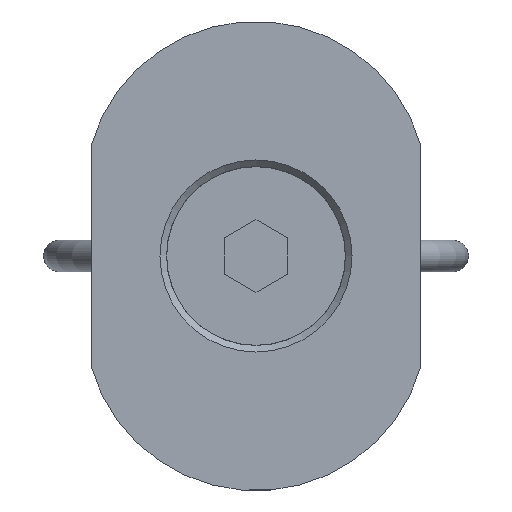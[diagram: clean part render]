
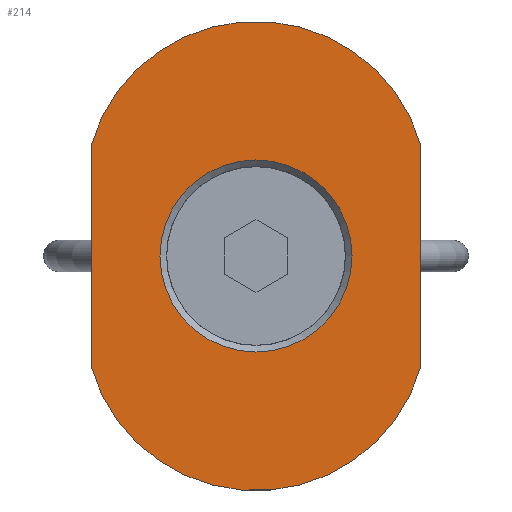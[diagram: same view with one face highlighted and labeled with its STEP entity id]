
A CAD part, left-side view. The second image highlights one B-rep face of the part: STEP entity #214.
In plain terms, the highlighted face is planar.
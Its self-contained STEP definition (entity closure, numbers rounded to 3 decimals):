
#214 = ADVANCED_FACE( '', ( #295, #296 ), #297, .F. );
#295 = FACE_BOUND( '', #381, .T. );
#296 = FACE_OUTER_BOUND( '', #382, .T. );
#297 = PLANE( '', #383 );
#381 = EDGE_LOOP( '', ( #642 ) );
#382 = EDGE_LOOP( '', ( #643, #644, #645, #646 ) );
#383 = AXIS2_PLACEMENT_3D( '', #647, #648, #649 );
#642 = ORIENTED_EDGE( '', *, *, #706, .T. );
#643 = ORIENTED_EDGE( '', *, *, #755, .T. );
#644 = ORIENTED_EDGE( '', *, *, #733, .F. );
#645 = ORIENTED_EDGE( '', *, *, #757, .F. );
#646 = ORIENTED_EDGE( '', *, *, #739, .T. );
#647 = CARTESIAN_POINT( '', ( 10.45, 9., 16. ) );
#648 = DIRECTION( '', ( 0., -1., 0. ) );
#649 = DIRECTION( '', ( 0., 0., -1. ) );
#706 = EDGE_CURVE( '', #817, #817, #818, .T. );
#733 = EDGE_CURVE( '', #863, #864, #865, .T. );
#739 = EDGE_CURVE( '', #876, #874, #877, .T. );
#755 = EDGE_CURVE( '', #874, #864, #900, .T. );
#757 = EDGE_CURVE( '', #876, #863, #902, .T. );
#817 = VERTEX_POINT( '', #986 );
#818 = CIRCLE( '', #987, 6.1 );
#863 = VERTEX_POINT( '', #1057 );
#864 = VERTEX_POINT( '', #1058 );
#865 = CIRCLE( '', #1059, 10.9 );
#874 = VERTEX_POINT( '', #1070 );
#876 = VERTEX_POINT( '', #1073 );
#877 = CIRCLE( '', #1074, 10.9 );
#900 = LINE( '', #1112, #1113 );
#902 = LINE( '', #1116, #1117 );
#986 = CARTESIAN_POINT( '', ( 0., 9., -6.1 ) );
#987 = AXIS2_PLACEMENT_3D( '', #1167, #1168, #1169 );
#1057 = CARTESIAN_POINT( '', ( -10.45, 9., -7.1 ) );
#1058 = CARTESIAN_POINT( '', ( 10.45, 9., -7.1 ) );
#1059 = AXIS2_PLACEMENT_3D( '', #1198, #1199, #1200 );
#1070 = CARTESIAN_POINT( '', ( 10.45, 9., 7.1 ) );
#1073 = CARTESIAN_POINT( '', ( -10.45, 9., 7.1 ) );
#1074 = AXIS2_PLACEMENT_3D( '', #1210, #1211, #1212 );
#1112 = CARTESIAN_POINT( '', ( 10.45, 9., 16. ) );
#1113 = VECTOR( '', #1228, 1000. );
#1116 = CARTESIAN_POINT( '', ( -10.45, 9., 16. ) );
#1117 = VECTOR( '', #1230, 1000. );
#1167 = CARTESIAN_POINT( '', ( 0., 9., 0. ) );
#1168 = DIRECTION( '', ( 0., -1., 0. ) );
#1169 = DIRECTION( '', ( 0., 0., -1. ) );
#1198 = CARTESIAN_POINT( '', ( 0., 9., -4. ) );
#1199 = DIRECTION( '', ( 0., -1., 0. ) );
#1200 = DIRECTION( '', ( 0., 0., -1. ) );
#1210 = CARTESIAN_POINT( '', ( 0., 9., 4. ) );
#1211 = DIRECTION( '', ( 0., 1., 0. ) );
#1212 = DIRECTION( '', ( 0., 0., 1. ) );
#1228 = DIRECTION( '', ( 0., 0., -1. ) );
#1230 = DIRECTION( '', ( 0., 0., -1. ) );
